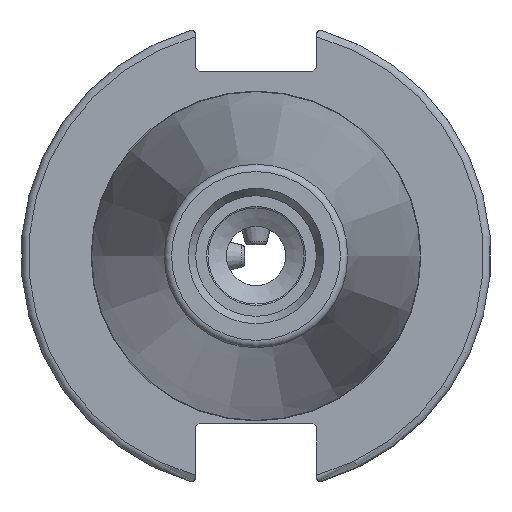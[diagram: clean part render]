
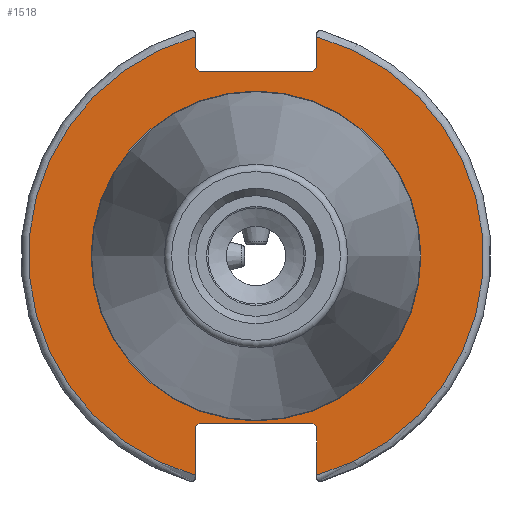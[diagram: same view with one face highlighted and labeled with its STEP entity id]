
A CAD part, left-side view. The second image highlights one B-rep face of the part: STEP entity #1518.
In plain terms, the highlighted planar face has unit normal (-1, 0, 0).
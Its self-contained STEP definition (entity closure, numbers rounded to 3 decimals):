
#85=FACE_BOUND('',#265,.T.);
#96=PLANE('',#1710);
#161=FACE_OUTER_BOUND('',#264,.T.);
#264=EDGE_LOOP('',(#1140,#1141,#1142,#1143,#1144,#1145,#1146,#1147,#1148,
#1149,#1150,#1151));
#265=EDGE_LOOP('',(#1152));
#385=LINE('',#2569,#492);
#386=LINE('',#2571,#493);
#387=LINE('',#2573,#494);
#388=LINE('',#2575,#495);
#389=LINE('',#2577,#496);
#390=LINE('',#2581,#497);
#391=LINE('',#2583,#498);
#392=LINE('',#2585,#499);
#393=LINE('',#2587,#500);
#394=LINE('',#2588,#501);
#492=VECTOR('',#1978,10.);
#493=VECTOR('',#1979,10.);
#494=VECTOR('',#1980,10.);
#495=VECTOR('',#1981,10.);
#496=VECTOR('',#1982,10.);
#497=VECTOR('',#1985,10.);
#498=VECTOR('',#1986,10.);
#499=VECTOR('',#1987,10.);
#500=VECTOR('',#1988,10.);
#501=VECTOR('',#1989,10.);
#606=CIRCLE('',#1708,22.3);
#608=CIRCLE('',#1711,30.75);
#609=CIRCLE('',#1712,30.75);
#698=VERTEX_POINT('',#2560);
#699=VERTEX_POINT('',#2565);
#700=VERTEX_POINT('',#2566);
#701=VERTEX_POINT('',#2568);
#702=VERTEX_POINT('',#2570);
#703=VERTEX_POINT('',#2572);
#704=VERTEX_POINT('',#2574);
#705=VERTEX_POINT('',#2576);
#706=VERTEX_POINT('',#2578);
#707=VERTEX_POINT('',#2580);
#708=VERTEX_POINT('',#2582);
#709=VERTEX_POINT('',#2584);
#710=VERTEX_POINT('',#2586);
#862=EDGE_CURVE('',#698,#698,#606,.T.);
#864=EDGE_CURVE('',#699,#700,#608,.T.);
#865=EDGE_CURVE('',#699,#701,#385,.T.);
#866=EDGE_CURVE('',#702,#701,#386,.T.);
#867=EDGE_CURVE('',#702,#703,#387,.T.);
#868=EDGE_CURVE('',#704,#703,#388,.T.);
#869=EDGE_CURVE('',#704,#705,#389,.T.);
#870=EDGE_CURVE('',#706,#705,#609,.T.);
#871=EDGE_CURVE('',#706,#707,#390,.T.);
#872=EDGE_CURVE('',#708,#707,#391,.T.);
#873=EDGE_CURVE('',#708,#709,#392,.T.);
#874=EDGE_CURVE('',#710,#709,#393,.T.);
#875=EDGE_CURVE('',#710,#700,#394,.T.);
#1140=ORIENTED_EDGE('',*,*,#864,.F.);
#1141=ORIENTED_EDGE('',*,*,#865,.T.);
#1142=ORIENTED_EDGE('',*,*,#866,.F.);
#1143=ORIENTED_EDGE('',*,*,#867,.T.);
#1144=ORIENTED_EDGE('',*,*,#868,.F.);
#1145=ORIENTED_EDGE('',*,*,#869,.T.);
#1146=ORIENTED_EDGE('',*,*,#870,.F.);
#1147=ORIENTED_EDGE('',*,*,#871,.T.);
#1148=ORIENTED_EDGE('',*,*,#872,.F.);
#1149=ORIENTED_EDGE('',*,*,#873,.T.);
#1150=ORIENTED_EDGE('',*,*,#874,.F.);
#1151=ORIENTED_EDGE('',*,*,#875,.T.);
#1152=ORIENTED_EDGE('',*,*,#862,.F.);
#1518=ADVANCED_FACE('',(#161,#85),#96,.T.);
#1708=AXIS2_PLACEMENT_3D('',#2562,#1970,#1971);
#1710=AXIS2_PLACEMENT_3D('',#2564,#1974,#1975);
#1711=AXIS2_PLACEMENT_3D('',#2567,#1976,#1977);
#1712=AXIS2_PLACEMENT_3D('',#2579,#1983,#1984);
#1970=DIRECTION('center_axis',(-1.,0.,0.));
#1971=DIRECTION('ref_axis',(0.,-1.,0.));
#1974=DIRECTION('center_axis',(-1.,0.,0.));
#1975=DIRECTION('ref_axis',(0.,0.,1.));
#1976=DIRECTION('center_axis',(1.,0.,0.));
#1977=DIRECTION('ref_axis',(0.,-1.,0.));
#1978=DIRECTION('',(0.,0.,-1.));
#1979=DIRECTION('',(0.,-0.707,0.707));
#1980=DIRECTION('',(0.,1.,0.));
#1981=DIRECTION('',(0.,-0.707,-0.707));
#1982=DIRECTION('',(0.,0.,1.));
#1983=DIRECTION('center_axis',(1.,0.,0.));
#1984=DIRECTION('ref_axis',(0.,1.,0.));
#1985=DIRECTION('',(0.,0.,1.));
#1986=DIRECTION('',(0.,0.707,-0.707));
#1987=DIRECTION('',(0.,-1.,0.));
#1988=DIRECTION('',(0.,0.707,0.707));
#1989=DIRECTION('',(0.,0.,-1.));
#2560=CARTESIAN_POINT('',(3.175,0.,22.3));
#2562=CARTESIAN_POINT('Origin',(3.175,0.,0.));
#2564=CARTESIAN_POINT('Origin',(3.175,31.75,0.));
#2565=CARTESIAN_POINT('',(3.175,-8.19,29.639));
#2566=CARTESIAN_POINT('',(3.175,-8.19,-29.639));
#2567=CARTESIAN_POINT('Origin',(3.175,0.,0.));
#2568=CARTESIAN_POINT('',(3.175,-8.19,25.5));
#2569=CARTESIAN_POINT('',(3.175,-8.19,12.5));
#2570=CARTESIAN_POINT('',(3.175,-7.69,25.));
#2571=CARTESIAN_POINT('',(3.175,8.295,9.015));
#2572=CARTESIAN_POINT('',(3.175,7.69,25.));
#2573=CARTESIAN_POINT('',(3.175,15.875,25.));
#2574=CARTESIAN_POINT('',(3.175,8.19,25.5));
#2575=CARTESIAN_POINT('',(3.175,7.58,24.89));
#2576=CARTESIAN_POINT('',(3.175,8.19,29.639));
#2577=CARTESIAN_POINT('',(3.175,8.19,12.5));
#2578=CARTESIAN_POINT('',(3.175,8.19,-29.639));
#2579=CARTESIAN_POINT('Origin',(3.175,0.,0.));
#2580=CARTESIAN_POINT('',(3.175,8.19,-23.1));
#2581=CARTESIAN_POINT('',(3.175,8.19,-11.3));
#2582=CARTESIAN_POINT('',(3.175,7.69,-22.6));
#2583=CARTESIAN_POINT('',(3.175,8.18,-23.09));
#2584=CARTESIAN_POINT('',(3.175,-7.69,-22.6));
#2585=CARTESIAN_POINT('',(3.175,15.875,-22.6));
#2586=CARTESIAN_POINT('',(3.175,-8.19,-23.1));
#2587=CARTESIAN_POINT('',(3.175,7.695,-7.215));
#2588=CARTESIAN_POINT('',(3.175,-8.19,-11.3));
